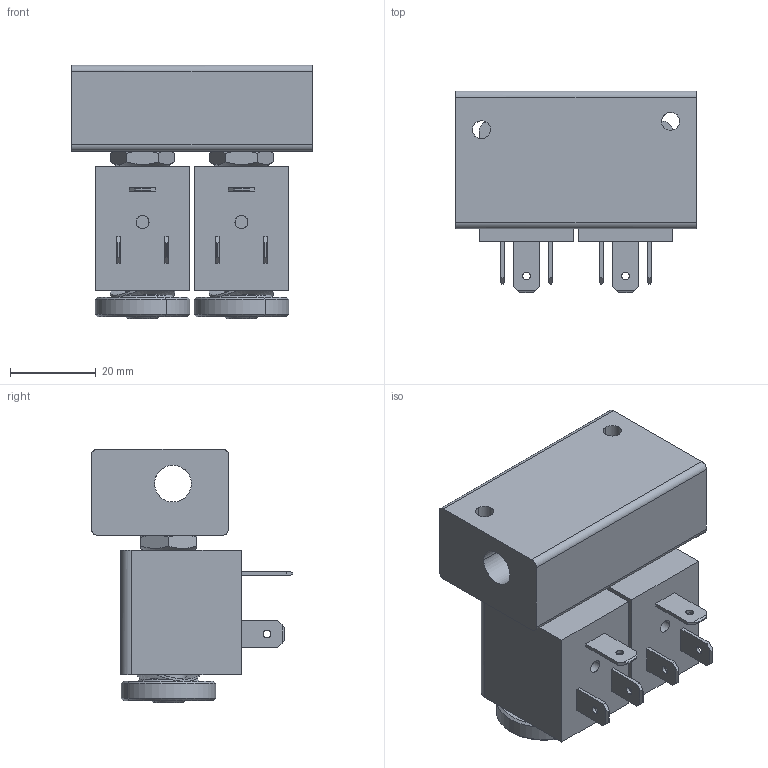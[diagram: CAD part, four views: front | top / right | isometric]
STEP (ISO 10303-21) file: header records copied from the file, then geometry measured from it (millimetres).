
FILE_DESCRIPTION(/* description */ (''),/* implementation_level */ '2;1');
FILE_NAME(/* name */ '00_072_3',/* time_stamp */ '2018-11-26T10:33:59+01:00',/* author */ (''),/* organization */ (''),/* preprocessor_version */ 'ST-DEVELOPER v15',/* originating_system */ '',/* authorisation */ '');
FILE_SCHEMA (('CONFIG_CONTROL_DESIGN'));
Length unit declared in the file: millimetre
Products named in the file (1): Document
Bounding box: 56 x 46.9 x 59 mm (x, y, z)
Volume: 66571.2 mm3; surface area: 25872 mm2
Topology: 7 solids, 13 shells, 236 faces, 564 edges, 370 vertices
Faces by surface type: bspline 126, plane 110
Entity records: 8116 total; most frequent: CARTESIAN_POINT 4455, ORIENTED_EDGE 1128, EDGE_CURVE 570, VERTEX_POINT 374, B_SPLINE_CURVE_WITH_KNOTS 326, EDGE_LOOP 292, ADVANCED_FACE 236, FACE_OUTER_BOUND 236
